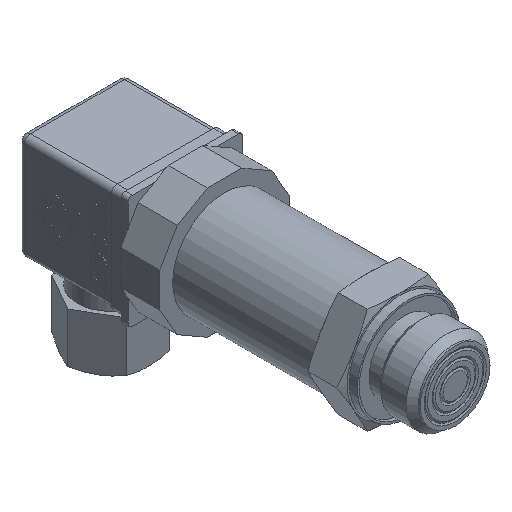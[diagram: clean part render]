
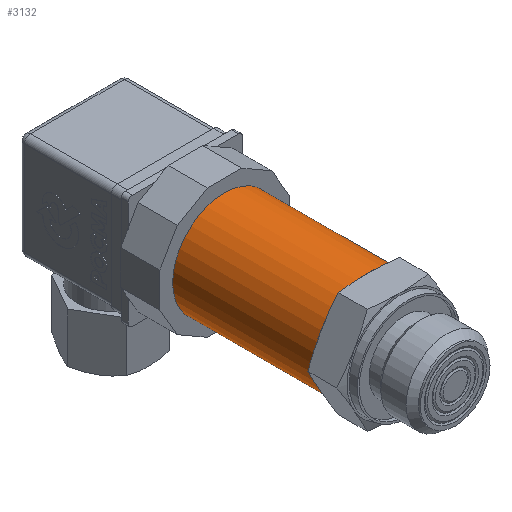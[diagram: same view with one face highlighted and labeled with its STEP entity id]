
A CAD part, isometric view. The second image highlights one B-rep face of the part: STEP entity #3132.
In plain terms, the highlighted cylindrical face has radius 13.25 mm (diameter 26.5 mm), a full revolution.
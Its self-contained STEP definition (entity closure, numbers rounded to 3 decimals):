
#76=CYLINDRICAL_SURFACE('',#3428,13.25);
#361=LINE('',#5271,#655);
#655=VECTOR('',#4269,13.25);
#944=FACE_OUTER_BOUND('',#1142,.T.);
#1142=EDGE_LOOP('',(#2843,#2844,#2845,#2846));
#1264=CIRCLE('',#3415,13.25);
#1265=CIRCLE('',#3429,13.25);
#1587=VERTEX_POINT('',#5243);
#1588=VERTEX_POINT('',#5270);
#2008=EDGE_CURVE('',#1587,#1587,#1264,.T.);
#2021=EDGE_CURVE('',#1587,#1588,#361,.T.);
#2022=EDGE_CURVE('',#1588,#1588,#1265,.T.);
#2843=ORIENTED_EDGE('',*,*,#2008,.F.);
#2844=ORIENTED_EDGE('',*,*,#2021,.T.);
#2845=ORIENTED_EDGE('',*,*,#2022,.F.);
#2846=ORIENTED_EDGE('',*,*,#2021,.F.);
#3132=ADVANCED_FACE('',(#944),#76,.T.);
#3415=AXIS2_PLACEMENT_3D('',#5244,#4229,#4230);
#3428=AXIS2_PLACEMENT_3D('',#5269,#4267,#4268);
#3429=AXIS2_PLACEMENT_3D('',#5272,#4270,#4271);
#4229=DIRECTION('center_axis',(0.,1.,0.));
#4230=DIRECTION('ref_axis',(-1.,0.,0.));
#4267=DIRECTION('center_axis',(0.,1.,0.));
#4268=DIRECTION('ref_axis',(-1.,0.,0.));
#4269=DIRECTION('',(0.,-1.,0.));
#4270=DIRECTION('center_axis',(0.,-1.,0.));
#4271=DIRECTION('ref_axis',(-1.,0.,0.));
#5243=CARTESIAN_POINT('',(13.25,58.4,0.));
#5244=CARTESIAN_POINT('Origin',(0.,58.4,0.));
#5269=CARTESIAN_POINT('Origin',(0.,22.1,0.));
#5270=CARTESIAN_POINT('',(13.25,22.1,0.));
#5271=CARTESIAN_POINT('',(13.25,22.1,0.));
#5272=CARTESIAN_POINT('Origin',(0.,22.1,0.));
